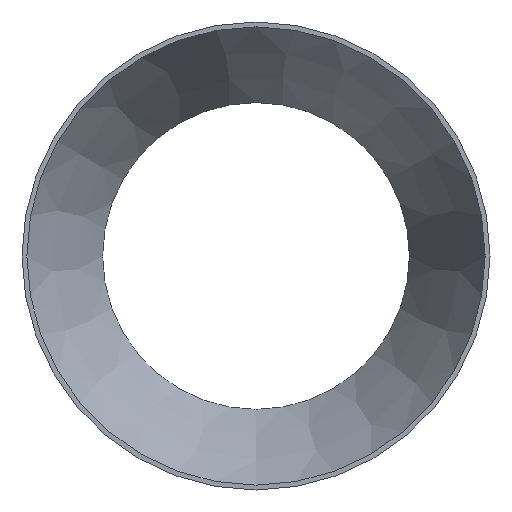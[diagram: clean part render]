
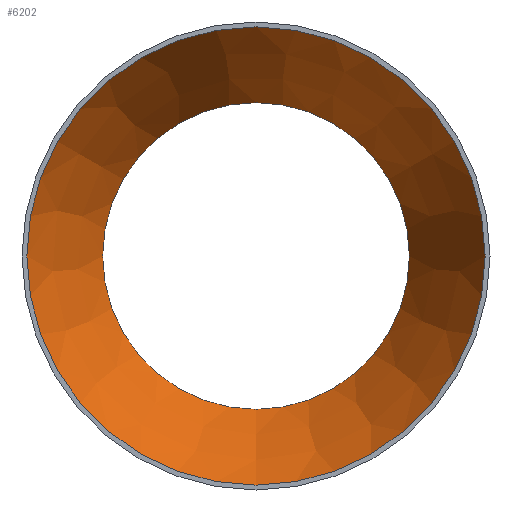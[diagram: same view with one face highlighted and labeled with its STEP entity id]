
A CAD part, front view. The second image highlights one B-rep face of the part: STEP entity #6202.
In plain terms, the highlighted conical face has half-angle 27.655 degrees and reference radius 158.563 mm.
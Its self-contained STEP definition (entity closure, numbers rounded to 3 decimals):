
#493 = CARTESIAN_POINT ( 'NONE',  ( 0., 0., -158.563 ) ) ;
#6202 = ADVANCED_FACE ( 'NONE', ( #16819, #21084 ), #41626, .F. ) ;
#9078 = EDGE_LOOP ( 'NONE', ( #42307 ) ) ;
#9087 = ORIENTED_EDGE ( 'NONE', *, *, #35829, .T. ) ;
#10379 = CARTESIAN_POINT ( 'NONE',  ( 0., 0., 0. ) ) ;
#11314 = DIRECTION ( 'NONE',  ( 0., -1., 0. ) ) ;
#13522 = DIRECTION ( 'NONE',  ( 0., 0., -1. ) ) ;
#14509 = AXIS2_PLACEMENT_3D ( 'NONE', #10379, #48900, #21980 ) ;
#15384 = VERTEX_POINT ( 'NONE', #493 ) ;
#15869 = CARTESIAN_POINT ( 'NONE',  ( 0., 100., -106.163 ) ) ;
#16819 = FACE_BOUND ( 'NONE', #9078, .T. ) ;
#19327 = CIRCLE ( 'NONE', #14509, 158.563 ) ;
#20634 = EDGE_LOOP ( 'NONE', ( #9087 ) ) ;
#21084 = FACE_OUTER_BOUND ( 'NONE', #20634, .T. ) ;
#21980 = DIRECTION ( 'NONE',  ( 0., 0., -1. ) ) ;
#23662 = AXIS2_PLACEMENT_3D ( 'NONE', #26396, #11314, #41997 ) ;
#26396 = CARTESIAN_POINT ( 'NONE',  ( 0., 100., 0. ) ) ;
#32854 = DIRECTION ( 'NONE',  ( 0., -1., 0. ) ) ;
#35829 = EDGE_CURVE ( 'NONE', #15384, #15384, #19327, .T. ) ;
#40791 = AXIS2_PLACEMENT_3D ( 'NONE', #47746, #32854, #13522 ) ;
#41626 = CONICAL_SURFACE ( 'NONE', #40791, 158.563, 0.483 ) ;
#41997 = DIRECTION ( 'NONE',  ( 0., 0., -1. ) ) ;
#42024 = VERTEX_POINT ( 'NONE', #15869 ) ;
#42307 = ORIENTED_EDGE ( 'NONE', *, *, #46156, .F. ) ;
#45363 = CIRCLE ( 'NONE', #23662, 106.163 ) ;
#46156 = EDGE_CURVE ( 'NONE', #42024, #42024, #45363, .T. ) ;
#47746 = CARTESIAN_POINT ( 'NONE',  ( 0., 0., 0. ) ) ;
#48900 = DIRECTION ( 'NONE',  ( 0., -1., 0. ) ) ;
